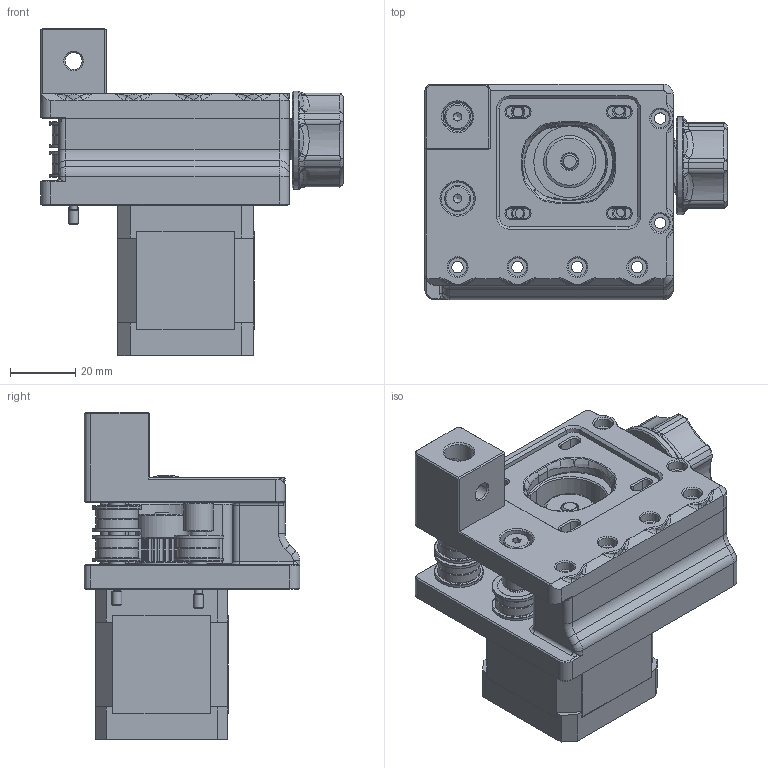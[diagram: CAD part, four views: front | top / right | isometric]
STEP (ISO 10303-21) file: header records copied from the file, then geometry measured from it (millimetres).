
FILE_DESCRIPTION(/* description */ (''),/* implementation_level */ '2;1');
FILE_NAME(/* name */ 'ass_ab_links_V4.step',/* time_stamp */ '2021-04-28T13:03:42-07:00',/* author */ (''),/* organization */ (''),/* preprocessor_version */ 'ST-DEVELOPER v18.1',/* originating_system */ 'Autodesk Translation Framework v10.6.0.1341',/* authorisation */ '');
FILE_SCHEMA (('AUTOMOTIVE_DESIGN { 1 0 10303 214 3 1 1 }'));
Length unit declared in the file: millimetre
Products named in the file (10): ass_ab_links_V4 <1>; [a]_a_drive_knop_V4; [a]_a_drive_left_tensioner_V4; a_drive_left_top_V4; Motor 17HS19-2004S; GT2_20T; [a]_ab_drive_spacer_9mm; F695-2RS; a_drive_left_bottom_V4; SMSB5-30
Assembly tree (15 placements, depth 2):
  ass_ab_links_V4 <1>
    F695-2RS  x6
    [a]_a_drive_knop_V4
    [a]_a_drive_left_tensioner_V4
    a_drive_left_top_V4
    Motor 17HS19-2004S
    GT2_20T
    [a]_ab_drive_spacer_9mm
    a_drive_left_bottom_V4
    SMSB5-30  x2
Bounding box: 92.5 x 66 x 100.2 mm (x, y, z)
Volume: 202572.1 mm3; surface area: 62176.2 mm2
Topology: 15 solids, 15 shells, 1208 faces, 2937 edges, 1820 vertices
Faces by surface type: plane 465, cylinder 311, cone 207, bspline 206, torus 19
Full cylindrical faces by diameter (mm): 2.3 x2, 3 x10, 3.3 x4, 3.5 x12, 5 x11, 5.2 x5, 5.3 x1, 5.6 x10, 6 x1, 6.5 x13, 7 x1, 8 x2, 8.9 x1, 8.95 x2, 10 x2, 11.5 x12, 13 x6, 15 x6, 15.7 x5, 16 x2, 22 x1, 30 x1, 33 x1
Entity records: 41736 total; most frequent: CARTESIAN_POINT 17238, ORIENTED_EDGE 5270, DIRECTION 4672, EDGE_CURVE 2635, AXIS2_PLACEMENT_3D 1683, VERTEX_POINT 1638, LINE 1306, VECTOR 1306
